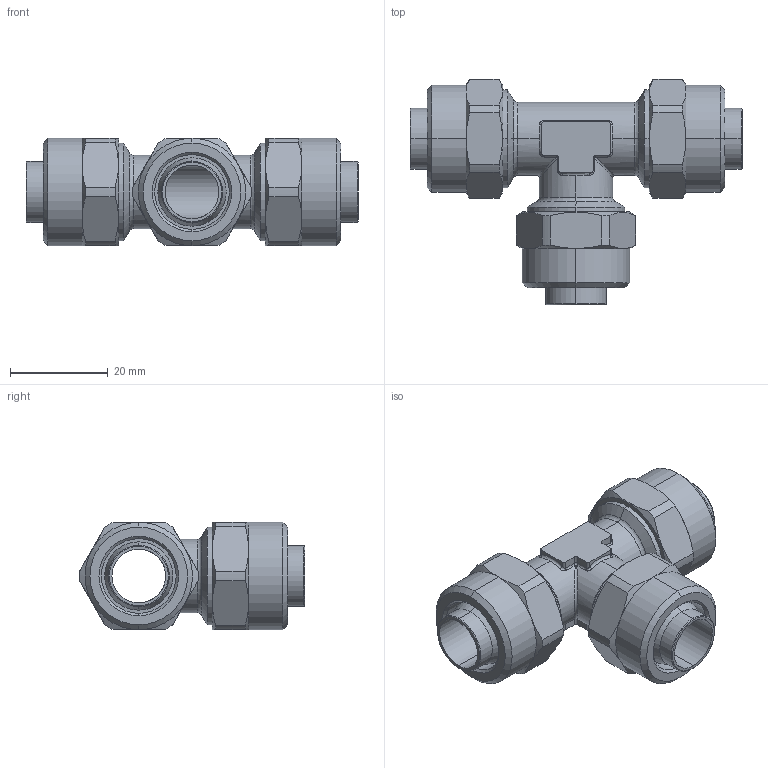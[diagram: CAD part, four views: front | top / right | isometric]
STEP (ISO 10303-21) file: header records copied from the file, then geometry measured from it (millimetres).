
FILE_DESCRIPTION (( 'STEP AP203' ), '1' );
FILE_NAME ('02090080.STEP', '2011-09-28T16:20:44', ( '' ), ( 'sopra-pneumatic' ), 'SwSTEP 2.0', 'SolidWorks 2011', '' );
FILE_SCHEMA (( 'CONFIG_CONTROL_DESIGN' ));
Length unit declared in the file: millimetre
Products named in the file (1): 02090080
Bounding box: 68 x 46.2 x 22 mm (x, y, z)
Volume: 17731.8 mm3; surface area: 11128.1 mm2
Topology: 1 solids, 1 shells, 217 faces, 508 edges, 297 vertices
Faces by surface type: cylinder 84, cone 48, plane 48, torus 19, bspline 14, sphere 4
Entity records: 7023 total; most frequent: CARTESIAN_POINT 2079, DIRECTION 1060, ORIENTED_EDGE 1008, EDGE_CURVE 504, AXIS2_PLACEMENT_3D 442, VERTEX_POINT 297, CIRCLE 238, EDGE_LOOP 229
